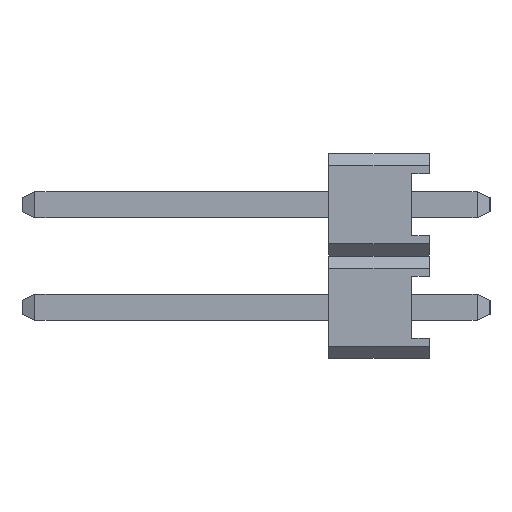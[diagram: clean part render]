
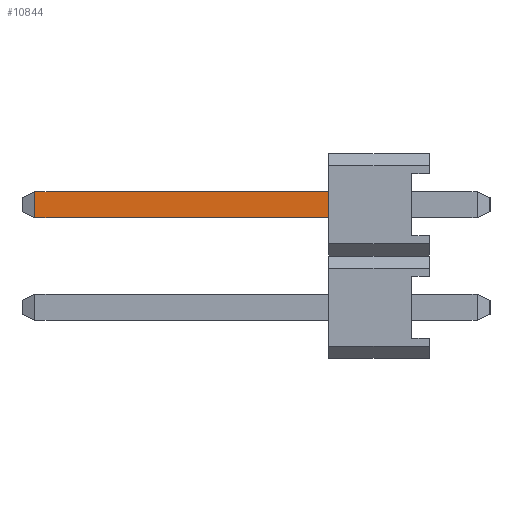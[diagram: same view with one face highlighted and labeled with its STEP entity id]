
A CAD part, left-side view. The second image highlights one B-rep face of the part: STEP entity #10844.
In plain terms, the highlighted planar face has unit normal (-1, 0, 0).
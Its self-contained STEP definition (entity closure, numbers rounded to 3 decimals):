
#221 = DIRECTION ( 'NONE',  ( 0., 0., -1. ) ) ;
#222 = DIRECTION ( 'NONE',  ( 1., 0., 0. ) ) ;
#223 = CARTESIAN_POINT ( 'NONE',  ( -0.325, 10.1, 0.325 ) ) ;
#224 = AXIS2_PLACEMENT_3D ( 'NONE', #223, #222, #221 ) ;
#225 = PLANE ( 'NONE',  #224 ) ;
#226 = FACE_OUTER_BOUND ( 'NONE', #10913, .T. ) ;
#465 = CARTESIAN_POINT ( 'NONE',  ( -0.325, 9.778, -0.325 ) ) ;
#466 = DIRECTION ( 'NONE',  ( 0., 0., -1. ) ) ;
#467 = VECTOR ( 'NONE', #466, 1000. ) ;
#468 = CARTESIAN_POINT ( 'NONE',  ( -0.325, 9.778, 0.325 ) ) ;
#469 = LINE ( 'NONE', #468, #467 ) ;
#470 = DIRECTION ( 'NONE',  ( 0., -1., 0. ) ) ;
#471 = VECTOR ( 'NONE', #470, 1000. ) ;
#472 = CARTESIAN_POINT ( 'NONE',  ( -0.325, 10.1, 0.325 ) ) ;
#473 = LINE ( 'NONE', #472, #471 ) ;
#484 = CARTESIAN_POINT ( 'NONE',  ( -0.325, 9.778, 0.325 ) ) ;
#616 = DIRECTION ( 'NONE',  ( 0., -1., 0. ) ) ;
#617 = VECTOR ( 'NONE', #616, 1000. ) ;
#618 = CARTESIAN_POINT ( 'NONE',  ( -0.325, 10.1, -0.325 ) ) ;
#619 = LINE ( 'NONE', #618, #617 ) ;
#7330 = CARTESIAN_POINT ( 'NONE',  ( -0.325, 2.5, -0.325 ) ) ;
#7528 = CARTESIAN_POINT ( 'NONE',  ( -0.325, 2.5, 0.325 ) ) ;
#7529 = DIRECTION ( 'NONE',  ( 0., 0., 1. ) ) ;
#7530 = VECTOR ( 'NONE', #7529, 1000. ) ;
#7531 = CARTESIAN_POINT ( 'NONE',  ( -0.325, 2.5, 1.27 ) ) ;
#7532 = LINE ( 'NONE', #7531, #7530 ) ;
#8756 = VERTEX_POINT ( 'NONE', #7330 ) ;
#8915 = EDGE_CURVE ( 'NONE', #8756, #8916, #7532, .T. ) ;
#8916 = VERTEX_POINT ( 'NONE', #7528 ) ;
#10844 = ADVANCED_FACE ( 'NONE', ( #226 ), #225, .F. ) ;
#10845 = ORIENTED_EDGE ( 'NONE', *, *, #10846, .F. ) ;
#10846 = EDGE_CURVE ( 'NONE', #10981, #8916, #473, .T. ) ;
#10907 = ORIENTED_EDGE ( 'NONE', *, *, #10924, .T. ) ;
#10913 = EDGE_LOOP ( 'NONE', ( #10845, #10982, #10907, #10925 ) ) ;
#10924 = EDGE_CURVE ( 'NONE', #10984, #8756, #619, .T. ) ;
#10925 = ORIENTED_EDGE ( 'NONE', *, *, #8915, .T. ) ;
#10981 = VERTEX_POINT ( 'NONE', #484 ) ;
#10982 = ORIENTED_EDGE ( 'NONE', *, *, #10983, .T. ) ;
#10983 = EDGE_CURVE ( 'NONE', #10981, #10984, #469, .T. ) ;
#10984 = VERTEX_POINT ( 'NONE', #465 ) ;
